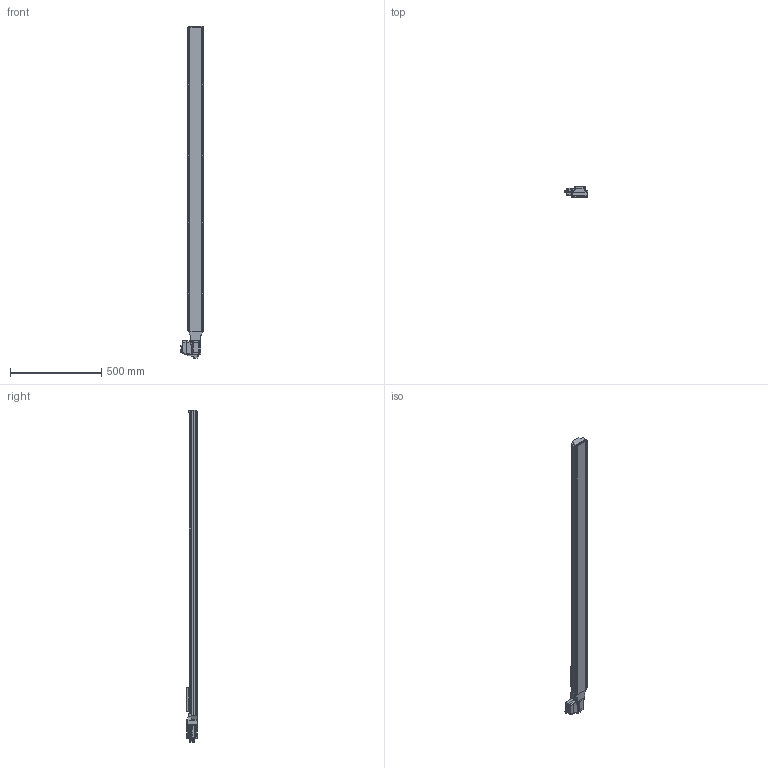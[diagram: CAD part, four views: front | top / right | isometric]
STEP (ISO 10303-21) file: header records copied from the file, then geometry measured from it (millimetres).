
FILE_DESCRIPTION (( 'STEP AP203' ), '1' );
FILE_NAME ('X-LRT1500xL-E08C.step', '2023-05-25T20:48:02', ( '' ), ( '' ), 'SwSTEP 2.0', 'SolidWorks 2019', '' );
FILE_SCHEMA (( 'CONFIG_CONTROL_DESIGN' ));
Length unit declared in the file: millimetre
Products named in the file (4): X-LRT1500xL-E08C; LRT_base^LRT_LRT1500; LRT_motor^LRT_X-LRT-E08; LRT_carriage^LRT_LRT
Assembly tree (3 placements, depth 2):
  X-LRT1500xL-E08C
    LRT_base^LRT_LRT1500
    LRT_motor^LRT_X-LRT-E08
    LRT_carriage^LRT_LRT
Bounding box: 131 x 58 x 1817.8 mm (x, y, z)
Volume: 6397911.9 mm3; surface area: 844338.3 mm2
Topology: 33 solids, 33 shells, 1181 faces, 3156 edges, 2088 vertices
Faces by surface type: plane 622, cylinder 513, bspline 20, cone 14, torus 8, sphere 4
Entity records: 38877 total; most frequent: CARTESIAN_POINT 8330, DIRECTION 6404, ORIENTED_EDGE 6280, EDGE_CURVE 3140, AXIS2_PLACEMENT_3D 2327, VERTEX_POINT 2080, LINE 1750, VECTOR 1750
